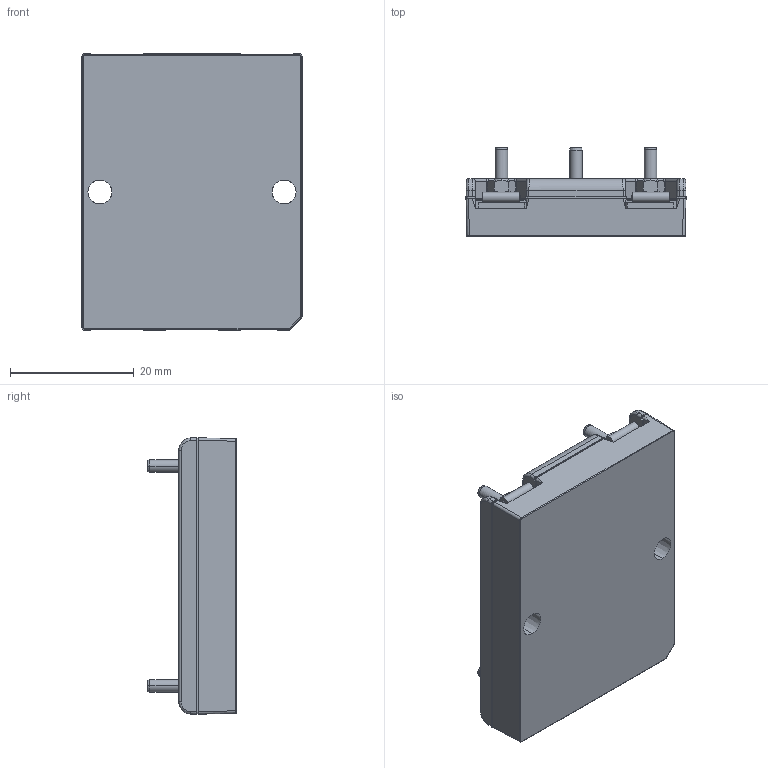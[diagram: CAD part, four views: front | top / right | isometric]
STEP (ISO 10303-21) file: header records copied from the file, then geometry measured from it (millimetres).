
FILE_DESCRIPTION (( 'STEP AP214' ), '1' );
FILE_NAME ('VIA-1714-longpin-TPM_WEBSITE VERSION.STEP', '2020-12-11T14:13:12', ( '' ), ( '' ), 'SwSTEP 2.0', 'SolidWorks 2017', '' );
FILE_SCHEMA (( 'AUTOMOTIVE_DESIGN' ));
Length unit declared in the file: millimetre
Products named in the file (1): VIA-1714-longpin-TPM_WEBSITE VERSION
Bounding box: 35.5 x 14.34 x 44.6 mm (x, y, z)
Volume: 12972.2 mm3; surface area: 12846.4 mm2
Topology: 34 solids, 42 shells, 1955 faces, 5102 edges, 3201 vertices
Faces by surface type: cylinder 797, plane 527, cone 421, bspline 210
Entity records: 98224 total; most frequent: CARTESIAN_POINT 31947, ORIENTED_EDGE 10130, DIRECTION 8147, EDGE_CURVE 5065, VERTEX_POINT 3201, AXIS2_PLACEMENT_3D 3001, VECTOR 2145, LINE 2145
